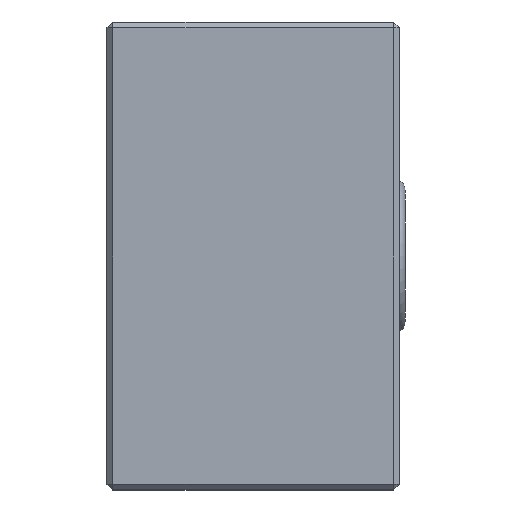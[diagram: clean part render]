
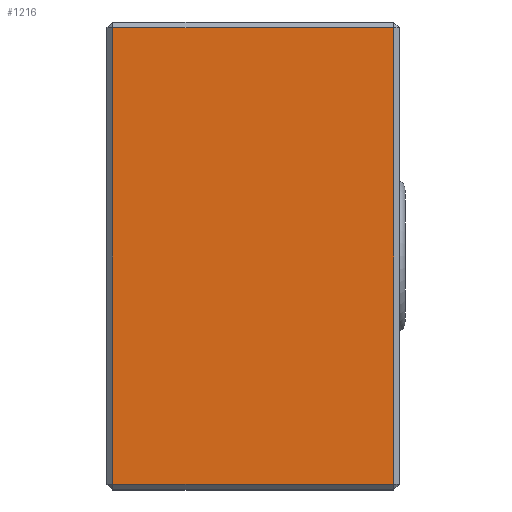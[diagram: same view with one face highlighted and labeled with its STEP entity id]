
A CAD part, left-side view. The second image highlights one B-rep face of the part: STEP entity #1216.
In plain terms, the highlighted planar face has unit normal (-1, 0, 0).
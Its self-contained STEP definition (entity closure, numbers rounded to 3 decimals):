
#610=CARTESIAN_POINT('',(-38.0,24.5,-19.5));
#611=VERTEX_POINT('',#610);
#664=CARTESIAN_POINT('',(-38.0,24.5,19.5));
#665=VERTEX_POINT('',#664);
#706=CARTESIAN_POINT('',(-38.0,0.5,-19.5));
#707=VERTEX_POINT('',#706);
#838=CARTESIAN_POINT('',(-38.0,0.5,19.5));
#839=VERTEX_POINT('',#838);
#967=CARTESIAN_POINT('',(-38.0,24.5,19.5));
#968=DIRECTION('',(0.0,-1.0,0.0));
#969=VECTOR('',#968,24.0);
#970=LINE('',#967,#969);
#971=EDGE_CURVE('',#665,#839,#970,.T.);
#996=CARTESIAN_POINT('',(-38.0,0.5,19.5));
#997=DIRECTION('',(0.0,0.0,-1.0));
#998=VECTOR('',#997,39.);
#999=LINE('',#996,#998);
#1000=EDGE_CURVE('',#839,#707,#999,.T.);
#1062=CARTESIAN_POINT('',(-38.0,0.5,-19.5));
#1063=DIRECTION('',(0.0,1.0,0.0));
#1064=VECTOR('',#1063,24.0);
#1065=LINE('',#1062,#1064);
#1066=EDGE_CURVE('',#707,#611,#1065,.T.);
#1084=CARTESIAN_POINT('',(-38.0,24.5,-19.5));
#1085=DIRECTION('',(0.0,0.0,1.0));
#1086=VECTOR('',#1085,39.);
#1087=LINE('',#1084,#1086);
#1088=EDGE_CURVE('',#611,#665,#1087,.T.);
#1205=CARTESIAN_POINT('',(-38.0,0.0,-20.));
#1206=DIRECTION('',(-1.0,0.0,0.0));
#1207=DIRECTION('',(0.0,0.0,1.0));
#1208=AXIS2_PLACEMENT_3D('',#1205,#1206,#1207);
#1209=PLANE('',#1208);
#1210=ORIENTED_EDGE('',*,*,#971,.F.);
#1211=ORIENTED_EDGE('',*,*,#1088,.F.);
#1212=ORIENTED_EDGE('',*,*,#1066,.F.);
#1213=ORIENTED_EDGE('',*,*,#1000,.F.);
#1214=EDGE_LOOP('',(#1210,#1211,#1212,#1213));
#1215=FACE_OUTER_BOUND('',#1214,.T.);
#1216=ADVANCED_FACE('',(#1215),#1209,.T.);
